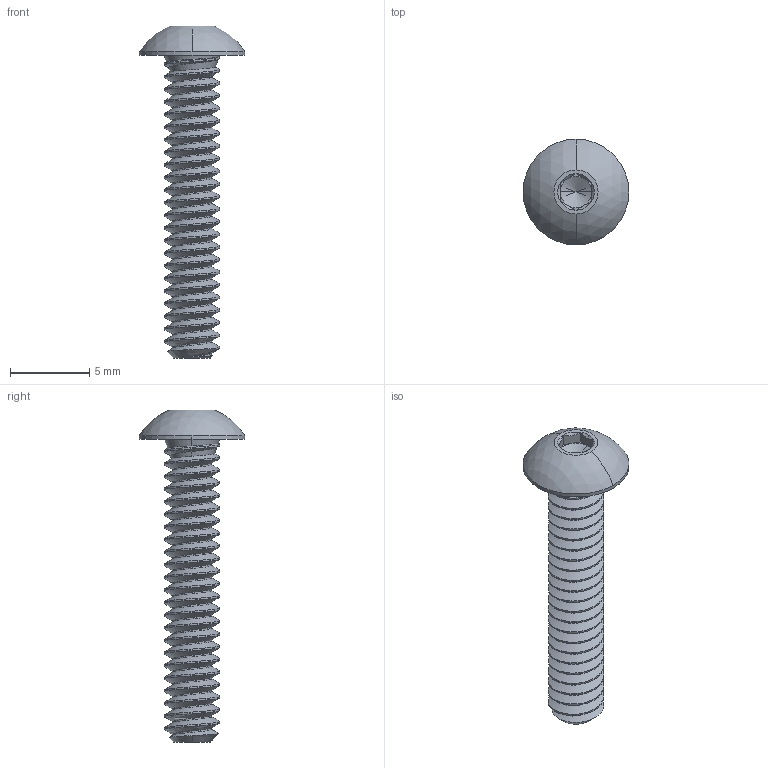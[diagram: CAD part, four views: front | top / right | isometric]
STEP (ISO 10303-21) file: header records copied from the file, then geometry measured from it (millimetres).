
FILE_DESCRIPTION (( 'STEP AP203' ), '1' );
FILE_NAME ('92949A151_18-8 Stainless Steel Button Head Hex Drive Screw.STEP', '2021-06-25T15:20:13', ( 'Administrator' ), ( 'Managed by Terraform' ), 'SwSTEP 2.0', 'SolidWorks 2017', '' );
FILE_SCHEMA (( 'CONFIG_CONTROL_DESIGN' ));
Length unit declared in the file: inch
Products named in the file (1): 92949A151_18-8 Stainless Steel Button Head Hex Drive Screw
Bounding box: 6.65 x 6.65 x 20.9 mm (x, y, z)
Volume: 176.5 mm3; surface area: 393.7 mm2
Topology: 1 solids, 1 shells, 87 faces, 229 edges, 144 vertices
Faces by surface type: cylinder 50, cone 17, plane 15, bspline 3, sphere 2
Entity records: 6497 total; most frequent: CARTESIAN_POINT 4611, ORIENTED_EDGE 454, DIRECTION 307, EDGE_CURVE 227, VERTEX_POINT 144, AXIS2_PLACEMENT_3D 115, EDGE_LOOP 89, FACE_OUTER_BOUND 87
